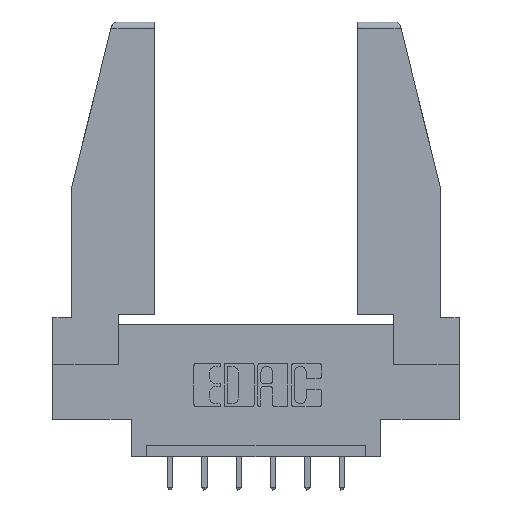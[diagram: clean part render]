
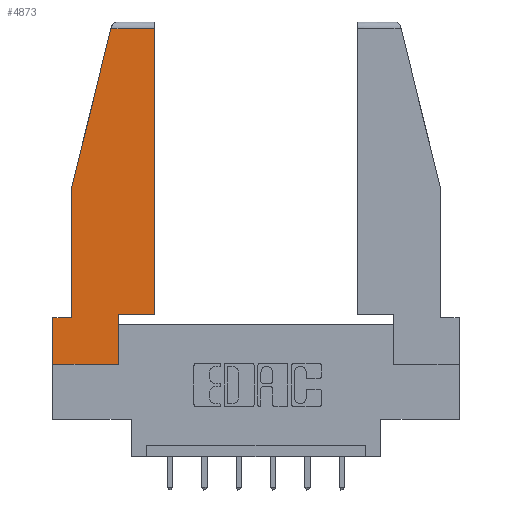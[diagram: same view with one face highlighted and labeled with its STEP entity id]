
A CAD part, top view. The second image highlights one B-rep face of the part: STEP entity #4873.
In plain terms, the highlighted planar face has unit normal (0, 0, 1).
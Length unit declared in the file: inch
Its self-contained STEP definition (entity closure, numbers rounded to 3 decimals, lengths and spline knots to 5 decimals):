
#3 = CARTESIAN_POINT ( 'NONE',  ( 0., 0.21, 0. ) ) ;
#151 = VECTOR ( 'NONE', #9530, 39.37008 ) ;
#398 = CARTESIAN_POINT ( 'NONE',  ( 0.271, 1.55, 0. ) ) ;
#501 = FACE_OUTER_BOUND ( 'NONE', #3381, .T. ) ;
#518 = VECTOR ( 'NONE', #6105, 39.37008 ) ;
#525 = VERTEX_POINT ( 'NONE', #2590 ) ;
#600 = CARTESIAN_POINT ( 'NONE',  ( 0., 0., 0. ) ) ;
#607 = DIRECTION ( 'NONE',  ( 0., -1., 0. ) ) ;
#776 = LINE ( 'NONE', #898, #8286 ) ;
#898 = CARTESIAN_POINT ( 'NONE',  ( 0.297, 0., 0. ) ) ;
#1122 = ORIENTED_EDGE ( 'NONE', *, *, #1919, .T. ) ;
#1146 = ORIENTED_EDGE ( 'NONE', *, *, #3326, .T. ) ;
#1338 = CARTESIAN_POINT ( 'NONE',  ( 0., 1.52, 0. ) ) ;
#1417 = LINE ( 'NONE', #4229, #4555 ) ;
#1473 = VECTOR ( 'NONE', #10886, 39.37008 ) ;
#1604 = CARTESIAN_POINT ( 'NONE',  ( 0.2636, 1.52, 0. ) ) ;
#1806 = LINE ( 'NONE', #9146, #2373 ) ;
#1919 = EDGE_CURVE ( 'NONE', #5679, #11189, #1417, .T. ) ;
#2091 = EDGE_CURVE ( 'NONE', #10675, #5679, #6123, .T. ) ;
#2212 = DIRECTION ( 'NONE',  ( -0.239, -0.971, 0. ) ) ;
#2215 = EDGE_CURVE ( 'NONE', #8203, #10675, #3562, .T. ) ;
#2373 = VECTOR ( 'NONE', #10937, 39.37008 ) ;
#2590 = CARTESIAN_POINT ( 'NONE',  ( 0., 0., 0. ) ) ;
#2668 = VERTEX_POINT ( 'NONE', #6198 ) ;
#3326 = EDGE_CURVE ( 'NONE', #8836, #2668, #1806, .T. ) ;
#3381 = EDGE_LOOP ( 'NONE', ( #6644, #5797, #6746, #1122, #4365, #5213, #8917, #5437, #1146 ) ) ;
#3562 = LINE ( 'NONE', #1338, #151 ) ;
#3740 = CARTESIAN_POINT ( 'NONE',  ( 0.086, 0.8, 0. ) ) ;
#3742 = CARTESIAN_POINT ( 'NONE',  ( 0., 0., 0. ) ) ;
#3762 = DIRECTION ( 'NONE',  ( -1., 0., 0. ) ) ;
#4229 = CARTESIAN_POINT ( 'NONE',  ( 0.086, 0.8, 0. ) ) ;
#4305 = DIRECTION ( 'NONE',  ( 0., -1., 0. ) ) ;
#4329 = LINE ( 'NONE', #7863, #4594 ) ;
#4365 = ORIENTED_EDGE ( 'NONE', *, *, #9889, .T. ) ;
#4555 = VECTOR ( 'NONE', #607, 39.37008 ) ;
#4594 = VECTOR ( 'NONE', #3762, 39.37008 ) ;
#4676 = EDGE_CURVE ( 'NONE', #4932, #525, #5880, .T. ) ;
#4873 = ADVANCED_FACE ( 'NONE', ( #501 ), #11504, .T. ) ;
#4932 = VERTEX_POINT ( 'NONE', #3 ) ;
#4976 = EDGE_CURVE ( 'NONE', #6317, #8836, #776, .T. ) ;
#5213 = ORIENTED_EDGE ( 'NONE', *, *, #4676, .T. ) ;
#5437 = ORIENTED_EDGE ( 'NONE', *, *, #4976, .T. ) ;
#5679 = VERTEX_POINT ( 'NONE', #3740 ) ;
#5797 = ORIENTED_EDGE ( 'NONE', *, *, #2215, .T. ) ;
#5880 = LINE ( 'NONE', #7897, #8712 ) ;
#6105 = DIRECTION ( 'NONE',  ( 0., 1., 0. ) ) ;
#6123 = LINE ( 'NONE', #398, #9776 ) ;
#6198 = CARTESIAN_POINT ( 'NONE',  ( 0.461, 0.223, 0. ) ) ;
#6317 = VERTEX_POINT ( 'NONE', #10158 ) ;
#6323 = LINE ( 'NONE', #3742, #1473 ) ;
#6644 = ORIENTED_EDGE ( 'NONE', *, *, #7477, .T. ) ;
#6746 = ORIENTED_EDGE ( 'NONE', *, *, #2091, .T. ) ;
#6923 = DIRECTION ( 'NONE',  ( 1., 0., 0. ) ) ;
#7001 = DIRECTION ( 'NONE',  ( 0., 0., 1. ) ) ;
#7477 = EDGE_CURVE ( 'NONE', #2668, #8203, #7757, .T. ) ;
#7757 = LINE ( 'NONE', #11481, #518 ) ;
#7863 = CARTESIAN_POINT ( 'NONE',  ( 0., 0.21, 0. ) ) ;
#7897 = CARTESIAN_POINT ( 'NONE',  ( 0., 0.21, 0. ) ) ;
#8203 = VERTEX_POINT ( 'NONE', #8503 ) ;
#8286 = VECTOR ( 'NONE', #9816, 39.37008 ) ;
#8503 = CARTESIAN_POINT ( 'NONE',  ( 0.461, 1.52, 0. ) ) ;
#8528 = CARTESIAN_POINT ( 'NONE',  ( 0.086, 0.21, 0. ) ) ;
#8712 = VECTOR ( 'NONE', #4305, 39.37008 ) ;
#8836 = VERTEX_POINT ( 'NONE', #9449 ) ;
#8917 = ORIENTED_EDGE ( 'NONE', *, *, #9199, .T. ) ;
#9146 = CARTESIAN_POINT ( 'NONE',  ( 0.297, 0.223, 0. ) ) ;
#9199 = EDGE_CURVE ( 'NONE', #525, #6317, #6323, .T. ) ;
#9449 = CARTESIAN_POINT ( 'NONE',  ( 0.297, 0.223, 0. ) ) ;
#9530 = DIRECTION ( 'NONE',  ( -1., 0., 0. ) ) ;
#9776 = VECTOR ( 'NONE', #2212, 39.37008 ) ;
#9816 = DIRECTION ( 'NONE',  ( 0., 1., 0. ) ) ;
#9889 = EDGE_CURVE ( 'NONE', #11189, #4932, #4329, .T. ) ;
#10158 = CARTESIAN_POINT ( 'NONE',  ( 0.297, 0., 0. ) ) ;
#10675 = VERTEX_POINT ( 'NONE', #1604 ) ;
#10886 = DIRECTION ( 'NONE',  ( 1., 0., 0. ) ) ;
#10937 = DIRECTION ( 'NONE',  ( 1., 0., 0. ) ) ;
#11189 = VERTEX_POINT ( 'NONE', #8528 ) ;
#11481 = CARTESIAN_POINT ( 'NONE',  ( 0.461, 0.223, 0. ) ) ;
#11485 = AXIS2_PLACEMENT_3D ( 'NONE', #600, #7001, #6923 ) ;
#11504 = PLANE ( 'NONE',  #11485 ) ;
